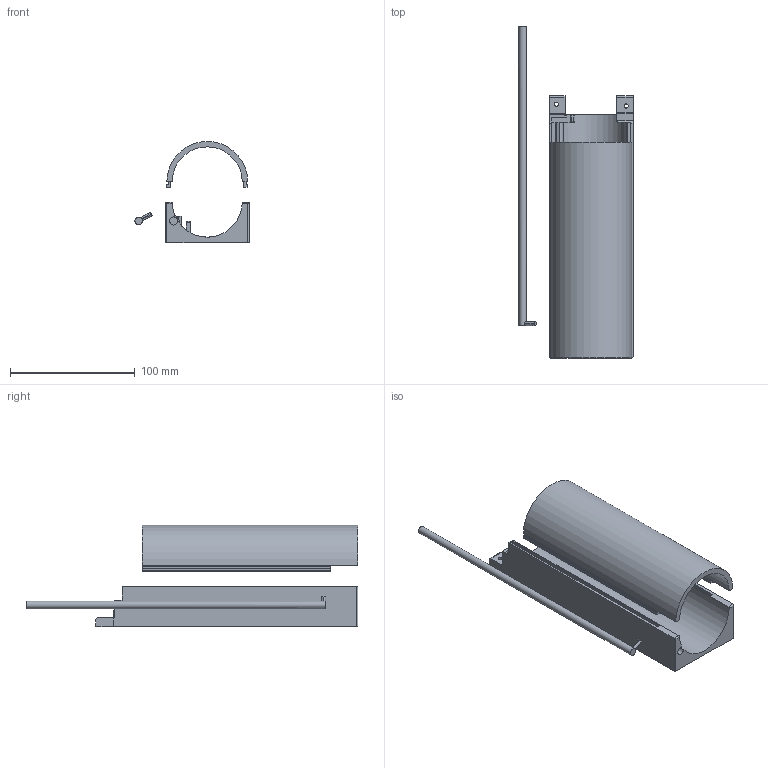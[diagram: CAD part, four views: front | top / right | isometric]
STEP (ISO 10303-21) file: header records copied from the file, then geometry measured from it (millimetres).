
FILE_DESCRIPTION(/* description */ (''),/* implementation_level */ '2;1');
FILE_NAME(/* name */ 'Rat_Housing_Larger_Wider_With_Sensor.step',/* time_stamp */ '2024-05-19T20:28:54+02:00',/* author */ (''),/* organization */ (''),/* preprocessor_version */ 'ST-DEVELOPER v20',/* originating_system */ 'Autodesk Translation Framework v13.14.0.145',/* authorisation */ '');
FILE_SCHEMA (('AUTOMOTIVE_DESIGN { 1 0 10303 214 3 1 1 }'));
Length unit declared in the file: millimetre
Products named in the file (1): Rat_Housing_Standard
Bounding box: 91.43 x 266.1 x 81.05 mm (x, y, z)
Volume: 253715.5 mm3; surface area: 98345.3 mm2
Topology: 3 solids, 3 shells, 131 faces, 361 edges, 235 vertices
Faces by surface type: plane 67, cylinder 57, bspline 4, torus 3
Full cylindrical faces by diameter (mm): 3.332 x2, 6 x1, 6.484 x1
Entity records: 4482 total; most frequent: CARTESIAN_POINT 1053, ORIENTED_EDGE 722, DIRECTION 705, EDGE_CURVE 361, AXIS2_PLACEMENT_3D 237, VERTEX_POINT 235, LINE 231, VECTOR 231
